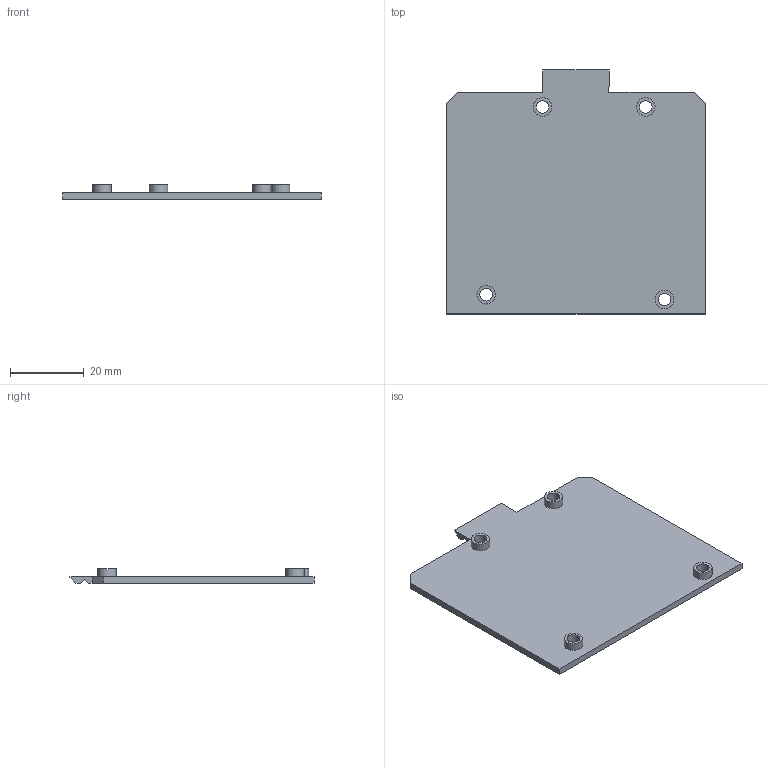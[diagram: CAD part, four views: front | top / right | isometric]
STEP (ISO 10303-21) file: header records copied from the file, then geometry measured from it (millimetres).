
FILE_DESCRIPTION(/* description */ (''),/* implementation_level */ '2;1');
FILE_NAME(/* name */ 'ProcessorTray-Arduino.step',/* time_stamp */ '2023-06-09T17:23:45-05:00',/* author */ (''),/* organization */ (''),/* preprocessor_version */ 'ST-DEVELOPER v19.2',/* originating_system */ 'Autodesk Translation Framework v12.6.0.85',/* authorisation */ '');
FILE_SCHEMA (('AUTOMOTIVE_DESIGN { 1 0 10303 214 3 1 1 }'));
Length unit declared in the file: millimetre
Products named in the file (3): Arm2 (v11~recovered); Mount Plate; Processor Tray
Assembly tree (2 placements, depth 3):
  Arm2 (v11~recovered)
    Mount Plate
      Processor Tray
Bounding box: 70 x 66 x 4 mm (x, y, z)
Volume: 7720.5 mm3; surface area: 9311.8 mm2
Topology: 1 solids, 1 shells, 28 faces, 66 edges, 44 vertices
Faces by surface type: plane 20, cylinder 8
Full cylindrical faces by diameter (mm): 3.4 x4, 5 x4
Entity records: 902 total; most frequent: DIRECTION 148, CARTESIAN_POINT 143, ORIENTED_EDGE 132, EDGE_CURVE 66, LINE 50, VECTOR 50, AXIS2_PLACEMENT_3D 49, VERTEX_POINT 44
